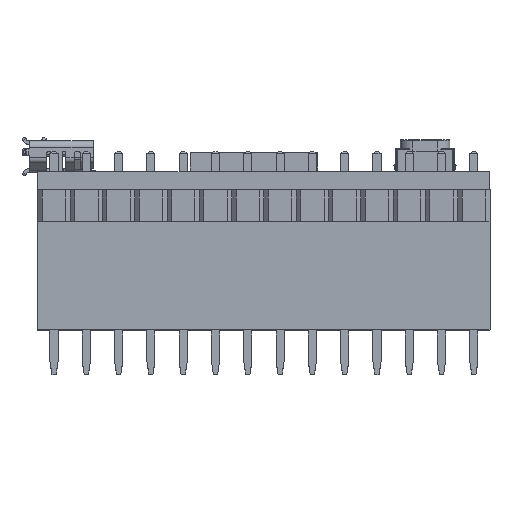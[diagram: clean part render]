
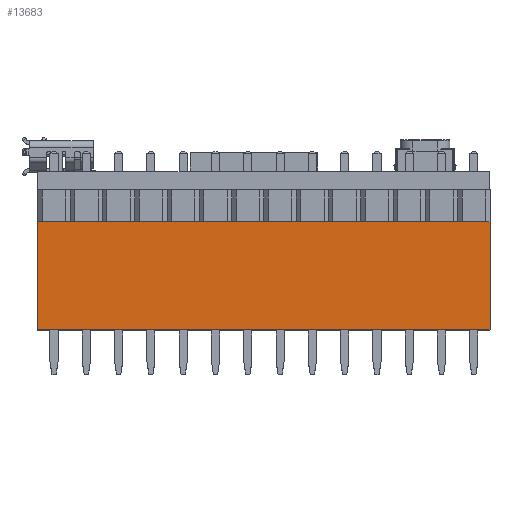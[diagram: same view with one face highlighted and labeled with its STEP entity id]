
A CAD part, top view. The second image highlights one B-rep face of the part: STEP entity #13683.
In plain terms, the highlighted planar face has unit normal (0, 0, 1).
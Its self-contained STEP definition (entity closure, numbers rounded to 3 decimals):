
#28 = LINE ( 'NONE', #34850, #12671 ) ;
#548 = DIRECTION ( 'NONE',  ( 1., 0., 0. ) ) ;
#2443 = CARTESIAN_POINT ( 'NONE',  ( -34.29, 8.5, 1.25 ) ) ;
#2628 = EDGE_LOOP ( 'NONE', ( #29873, #30406, #17623, #13220 ) ) ;
#4267 = VECTOR ( 'NONE', #27799, 1000. ) ;
#5336 = CARTESIAN_POINT ( 'NONE',  ( -34.29, 8.5, 1.25 ) ) ;
#5754 = CARTESIAN_POINT ( 'NONE',  ( 1.27, 0., 1.25 ) ) ;
#6429 = CARTESIAN_POINT ( 'NONE',  ( -1.27, 0., 1.25 ) ) ;
#8200 = EDGE_CURVE ( 'NONE', #20853, #15956, #37247, .T. ) ;
#12627 = DIRECTION ( 'NONE',  ( 0., -1., 0. ) ) ;
#12671 = VECTOR ( 'NONE', #12627, 1000. ) ;
#12922 = LINE ( 'NONE', #39687, #18906 ) ;
#13220 = ORIENTED_EDGE ( 'NONE', *, *, #8200, .T. ) ;
#13683 = ADVANCED_FACE ( 'NONE', ( #20666 ), #39967, .F. ) ;
#15956 = VERTEX_POINT ( 'NONE', #40197 ) ;
#17623 = ORIENTED_EDGE ( 'NONE', *, *, #31445, .F. ) ;
#17937 = DIRECTION ( 'NONE',  ( 0., 0., -1. ) ) ;
#18906 = VECTOR ( 'NONE', #28861, 1000. ) ;
#20666 = FACE_OUTER_BOUND ( 'NONE', #2628, .T. ) ;
#20853 = VERTEX_POINT ( 'NONE', #2443 ) ;
#21090 = DIRECTION ( 'NONE',  ( -1., 0., 0. ) ) ;
#22519 = EDGE_CURVE ( 'NONE', #15956, #25105, #32451, .T. ) ;
#25105 = VERTEX_POINT ( 'NONE', #5754 ) ;
#25817 = VECTOR ( 'NONE', #548, 1000. ) ;
#26961 = CARTESIAN_POINT ( 'NONE',  ( -1.27, 8.5, 1.25 ) ) ;
#27799 = DIRECTION ( 'NONE',  ( 0., -1., 0. ) ) ;
#27847 = EDGE_CURVE ( 'NONE', #36386, #25105, #28, .T. ) ;
#28861 = DIRECTION ( 'NONE',  ( 1., 0., 0. ) ) ;
#29873 = ORIENTED_EDGE ( 'NONE', *, *, #22519, .T. ) ;
#30406 = ORIENTED_EDGE ( 'NONE', *, *, #27847, .F. ) ;
#30527 = CARTESIAN_POINT ( 'NONE',  ( 1.27, 8.5, 1.25 ) ) ;
#31445 = EDGE_CURVE ( 'NONE', #20853, #36386, #12922, .T. ) ;
#32451 = LINE ( 'NONE', #6429, #25817 ) ;
#34850 = CARTESIAN_POINT ( 'NONE',  ( 1.27, 8.5, 1.25 ) ) ;
#36079 = AXIS2_PLACEMENT_3D ( 'NONE', #26961, #17937, #21090 ) ;
#36386 = VERTEX_POINT ( 'NONE', #30527 ) ;
#37247 = LINE ( 'NONE', #5336, #4267 ) ;
#39687 = CARTESIAN_POINT ( 'NONE',  ( -1.27, 8.5, 1.25 ) ) ;
#39967 = PLANE ( 'NONE',  #36079 ) ;
#40197 = CARTESIAN_POINT ( 'NONE',  ( -34.29, 0., 1.25 ) ) ;
